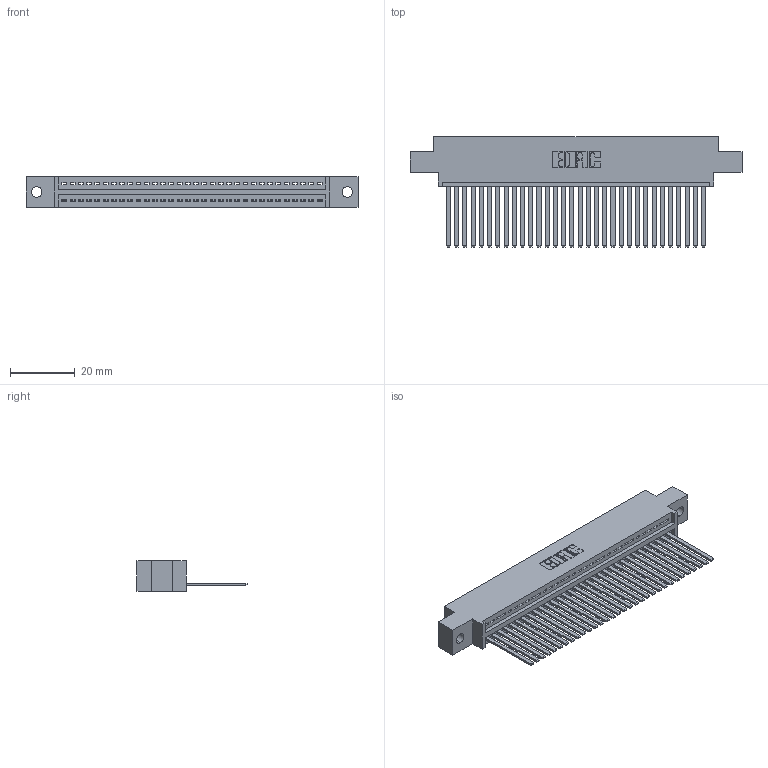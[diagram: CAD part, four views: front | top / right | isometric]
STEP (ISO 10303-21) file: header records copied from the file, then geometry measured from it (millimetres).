
FILE_DESCRIPTION (( 'STEP AP203' ), '1' );
FILE_NAME ('345-032-544-602.STEP', '2019-10-07T14:55:50', ( '' ), ( '' ), 'SwSTEP 2.0', 'SolidWorks 2016', '' );
FILE_SCHEMA (( 'CONFIG_CONTROL_DESIGN' ));
Length unit declared in the file: inch
Products named in the file (3): 345-032-544-602; 345 Part_0.170 Offset - 0.128 Dia; 345-292-001_345-293-144
Assembly tree (33 placements, depth 2):
  345-032-544-602
    345 Part_0.170 Offset - 0.128 Dia
    345-292-001_345-293-144  x32
Bounding box: 102.49 x 33.96 x 9.4 mm (x, y, z)
Volume: 9873.1 mm3; surface area: 13952.2 mm2
Topology: 33 solids, 33 shells, 1794 faces, 5409 edges, 3562 vertices
Faces by surface type: plane 1236, cylinder 558
Entity records: 25381 total; most frequent: CARTESIAN_POINT 4404, ORIENTED_EDGE 4370, DIRECTION 3857, EDGE_CURVE 2185, VECTOR 1929, LINE 1929, VERTEX_POINT 1454, AXIS2_PLACEMENT_3D 964
